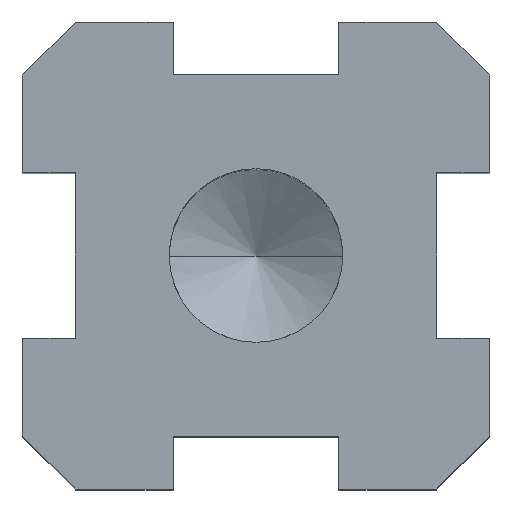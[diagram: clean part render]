
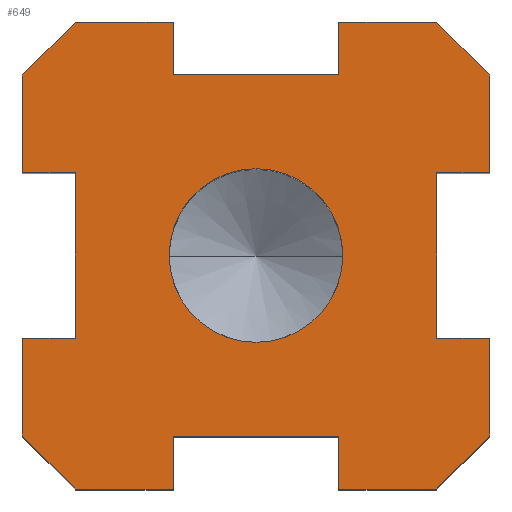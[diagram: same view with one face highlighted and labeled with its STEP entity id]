
A CAD part, top view. The second image highlights one B-rep face of the part: STEP entity #649.
In plain terms, the highlighted planar face has unit normal (0, 0, 1).
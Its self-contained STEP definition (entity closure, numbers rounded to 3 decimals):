
#485=AXIS2_PLACEMENT_3D('Plane Axis2P3D',#482,#483,#484) ;
#633=AXIS2_PLACEMENT_3D('Circle Axis2P3D',#631,#632,$) ;
#642=AXIS2_PLACEMENT_3D('Circle Axis2P3D',#640,#641,$) ;
#72=CARTESIAN_POINT('Vertex',(35.25,-12.5,9.)) ;
#88=CARTESIAN_POINT('Vertex',(27.25,-12.5,9.)) ;
#91=CARTESIAN_POINT('Line Origine',(31.25,-12.5,9.)) ;
#121=CARTESIAN_POINT('Vertex',(-12.5,35.25,9.)) ;
#124=CARTESIAN_POINT('Line Origine',(-12.5,31.25,9.)) ;
#128=CARTESIAN_POINT('Vertex',(-12.5,27.25,9.)) ;
#152=CARTESIAN_POINT('Vertex',(-27.25,-12.5,9.)) ;
#157=CARTESIAN_POINT('Line Origine',(-27.25,0.,9.)) ;
#161=CARTESIAN_POINT('Vertex',(-27.25,12.5,9.)) ;
#212=CARTESIAN_POINT('Vertex',(-35.25,-12.5,9.)) ;
#215=CARTESIAN_POINT('Line Origine',(-31.25,-12.5,9.)) ;
#231=CARTESIAN_POINT('Vertex',(-12.5,-35.25,9.)) ;
#247=CARTESIAN_POINT('Vertex',(-12.5,-27.25,9.)) ;
#250=CARTESIAN_POINT('Line Origine',(-12.5,-31.25,9.)) ;
#271=CARTESIAN_POINT('Vertex',(12.5,-27.25,9.)) ;
#276=CARTESIAN_POINT('Line Origine',(0.,-27.25,9.)) ;
#482=CARTESIAN_POINT('Axis2P3D Location',(0.,0.,9.)) ;
#487=CARTESIAN_POINT('Line Origine',(19.875,-35.25,9.)) ;
#491=CARTESIAN_POINT('Vertex',(12.5,-35.25,9.)) ;
#493=CARTESIAN_POINT('Vertex',(27.25,-35.25,9.)) ;
#496=CARTESIAN_POINT('Line Origine',(31.25,-31.25,9.)) ;
#500=CARTESIAN_POINT('Vertex',(35.25,-27.25,9.)) ;
#503=CARTESIAN_POINT('Line Origine',(35.25,-19.875,9.)) ;
#508=CARTESIAN_POINT('Line Origine',(27.25,0.,9.)) ;
#512=CARTESIAN_POINT('Vertex',(27.25,12.5,9.)) ;
#515=CARTESIAN_POINT('Line Origine',(31.25,12.5,9.)) ;
#519=CARTESIAN_POINT('Vertex',(35.25,12.5,9.)) ;
#522=CARTESIAN_POINT('Line Origine',(35.25,19.875,9.)) ;
#526=CARTESIAN_POINT('Vertex',(35.25,27.25,9.)) ;
#529=CARTESIAN_POINT('Line Origine',(31.25,31.25,9.)) ;
#533=CARTESIAN_POINT('Vertex',(27.25,35.25,9.)) ;
#536=CARTESIAN_POINT('Line Origine',(19.875,35.25,9.)) ;
#540=CARTESIAN_POINT('Vertex',(12.5,35.25,9.)) ;
#543=CARTESIAN_POINT('Line Origine',(12.5,31.25,9.)) ;
#547=CARTESIAN_POINT('Vertex',(12.5,27.25,9.)) ;
#550=CARTESIAN_POINT('Line Origine',(0.,27.25,9.)) ;
#555=CARTESIAN_POINT('Line Origine',(-19.875,35.25,9.)) ;
#559=CARTESIAN_POINT('Vertex',(-27.25,35.25,9.)) ;
#562=CARTESIAN_POINT('Line Origine',(-31.25,31.25,9.)) ;
#566=CARTESIAN_POINT('Vertex',(-35.25,27.25,9.)) ;
#569=CARTESIAN_POINT('Line Origine',(-35.25,19.875,9.)) ;
#573=CARTESIAN_POINT('Vertex',(-35.25,12.5,9.)) ;
#576=CARTESIAN_POINT('Line Origine',(-31.25,12.5,9.)) ;
#581=CARTESIAN_POINT('Line Origine',(-35.25,-19.875,9.)) ;
#585=CARTESIAN_POINT('Vertex',(-35.25,-27.25,9.)) ;
#588=CARTESIAN_POINT('Line Origine',(-31.25,-31.25,9.)) ;
#592=CARTESIAN_POINT('Vertex',(-27.25,-35.25,9.)) ;
#595=CARTESIAN_POINT('Line Origine',(-19.875,-35.25,9.)) ;
#600=CARTESIAN_POINT('Line Origine',(12.5,-31.25,9.)) ;
#631=CARTESIAN_POINT('Axis2P3D Location',(0.,0.,9.)) ;
#635=CARTESIAN_POINT('Vertex',(-13.106,0.,9.)) ;
#637=CARTESIAN_POINT('Vertex',(13.106,0.,9.)) ;
#640=CARTESIAN_POINT('Axis2P3D Location',(0.,0.,9.)) ;
#92=DIRECTION('Vector Direction',(-1.,0.,0.)) ;
#125=DIRECTION('Vector Direction',(0.,1.,0.)) ;
#158=DIRECTION('Vector Direction',(0.,1.,0.)) ;
#216=DIRECTION('Vector Direction',(1.,0.,0.)) ;
#251=DIRECTION('Vector Direction',(0.,-1.,0.)) ;
#277=DIRECTION('Vector Direction',(-1.,0.,0.)) ;
#483=DIRECTION('Axis2P3D Direction',(0.,0.,1.)) ;
#484=DIRECTION('Axis2P3D XDirection',(1.,0.,0.)) ;
#488=DIRECTION('Vector Direction',(-1.,0.,0.)) ;
#497=DIRECTION('Vector Direction',(-0.707,-0.707,0.)) ;
#504=DIRECTION('Vector Direction',(0.,-1.,0.)) ;
#509=DIRECTION('Vector Direction',(0.,1.,0.)) ;
#516=DIRECTION('Vector Direction',(1.,0.,0.)) ;
#523=DIRECTION('Vector Direction',(0.,-1.,0.)) ;
#530=DIRECTION('Vector Direction',(0.707,-0.707,0.)) ;
#537=DIRECTION('Vector Direction',(1.,0.,0.)) ;
#544=DIRECTION('Vector Direction',(0.,-1.,0.)) ;
#551=DIRECTION('Vector Direction',(-1.,0.,0.)) ;
#556=DIRECTION('Vector Direction',(1.,0.,0.)) ;
#563=DIRECTION('Vector Direction',(0.707,0.707,0.)) ;
#570=DIRECTION('Vector Direction',(0.,1.,0.)) ;
#577=DIRECTION('Vector Direction',(-1.,0.,0.)) ;
#582=DIRECTION('Vector Direction',(0.,1.,0.)) ;
#589=DIRECTION('Vector Direction',(0.707,-0.707,0.)) ;
#596=DIRECTION('Vector Direction',(-1.,0.,0.)) ;
#601=DIRECTION('Vector Direction',(0.,1.,0.)) ;
#632=DIRECTION('Axis2P3D Direction',(0.,0.,1.)) ;
#641=DIRECTION('Axis2P3D Direction',(0.,0.,1.)) ;
#93=VECTOR('Line Direction',#92,1.) ;
#126=VECTOR('Line Direction',#125,1.) ;
#159=VECTOR('Line Direction',#158,1.) ;
#217=VECTOR('Line Direction',#216,1.) ;
#252=VECTOR('Line Direction',#251,1.) ;
#278=VECTOR('Line Direction',#277,1.) ;
#489=VECTOR('Line Direction',#488,1.) ;
#498=VECTOR('Line Direction',#497,1.) ;
#505=VECTOR('Line Direction',#504,1.) ;
#510=VECTOR('Line Direction',#509,1.) ;
#517=VECTOR('Line Direction',#516,1.) ;
#524=VECTOR('Line Direction',#523,1.) ;
#531=VECTOR('Line Direction',#530,1.) ;
#538=VECTOR('Line Direction',#537,1.) ;
#545=VECTOR('Line Direction',#544,1.) ;
#552=VECTOR('Line Direction',#551,1.) ;
#557=VECTOR('Line Direction',#556,1.) ;
#564=VECTOR('Line Direction',#563,1.) ;
#571=VECTOR('Line Direction',#570,1.) ;
#578=VECTOR('Line Direction',#577,1.) ;
#583=VECTOR('Line Direction',#582,1.) ;
#590=VECTOR('Line Direction',#589,1.) ;
#597=VECTOR('Line Direction',#596,1.) ;
#602=VECTOR('Line Direction',#601,1.) ;
#606=ORIENTED_EDGE('',*,*,#495,.T.) ;
#607=ORIENTED_EDGE('',*,*,#502,.F.) ;
#608=ORIENTED_EDGE('',*,*,#507,.T.) ;
#609=ORIENTED_EDGE('',*,*,#95,.F.) ;
#610=ORIENTED_EDGE('',*,*,#514,.F.) ;
#611=ORIENTED_EDGE('',*,*,#521,.F.) ;
#612=ORIENTED_EDGE('',*,*,#528,.T.) ;
#613=ORIENTED_EDGE('',*,*,#535,.F.) ;
#614=ORIENTED_EDGE('',*,*,#542,.T.) ;
#615=ORIENTED_EDGE('',*,*,#549,.F.) ;
#616=ORIENTED_EDGE('',*,*,#554,.F.) ;
#617=ORIENTED_EDGE('',*,*,#130,.F.) ;
#618=ORIENTED_EDGE('',*,*,#561,.T.) ;
#619=ORIENTED_EDGE('',*,*,#568,.F.) ;
#620=ORIENTED_EDGE('',*,*,#575,.T.) ;
#621=ORIENTED_EDGE('',*,*,#580,.F.) ;
#622=ORIENTED_EDGE('',*,*,#163,.F.) ;
#623=ORIENTED_EDGE('',*,*,#219,.F.) ;
#624=ORIENTED_EDGE('',*,*,#587,.T.) ;
#625=ORIENTED_EDGE('',*,*,#594,.F.) ;
#626=ORIENTED_EDGE('',*,*,#599,.T.) ;
#627=ORIENTED_EDGE('',*,*,#254,.F.) ;
#628=ORIENTED_EDGE('',*,*,#280,.F.) ;
#629=ORIENTED_EDGE('',*,*,#604,.F.) ;
#646=ORIENTED_EDGE('',*,*,#639,.F.) ;
#647=ORIENTED_EDGE('',*,*,#644,.F.) ;
#648=FACE_BOUND('',#645,.T.) ;
#649=ADVANCED_FACE('PartBody',(#630,#648),#486,.T.) ;
#634=CIRCLE('generated circle',#633,13.106) ;
#643=CIRCLE('generated circle',#642,13.106) ;
#95=EDGE_CURVE('',#89,#73,#94,.F.) ;
#130=EDGE_CURVE('',#122,#129,#127,.F.) ;
#163=EDGE_CURVE('',#153,#162,#160,.T.) ;
#219=EDGE_CURVE('',#213,#153,#218,.T.) ;
#254=EDGE_CURVE('',#248,#232,#253,.T.) ;
#280=EDGE_CURVE('',#272,#248,#279,.T.) ;
#495=EDGE_CURVE('',#492,#494,#490,.F.) ;
#502=EDGE_CURVE('',#501,#494,#499,.T.) ;
#507=EDGE_CURVE('',#501,#73,#506,.F.) ;
#514=EDGE_CURVE('',#513,#89,#511,.F.) ;
#521=EDGE_CURVE('',#520,#513,#518,.F.) ;
#528=EDGE_CURVE('',#520,#527,#525,.F.) ;
#535=EDGE_CURVE('',#534,#527,#532,.T.) ;
#542=EDGE_CURVE('',#534,#541,#539,.F.) ;
#549=EDGE_CURVE('',#548,#541,#546,.F.) ;
#554=EDGE_CURVE('',#129,#548,#553,.F.) ;
#561=EDGE_CURVE('',#122,#560,#558,.F.) ;
#568=EDGE_CURVE('',#567,#560,#565,.T.) ;
#575=EDGE_CURVE('',#567,#574,#572,.F.) ;
#580=EDGE_CURVE('',#162,#574,#579,.T.) ;
#587=EDGE_CURVE('',#213,#586,#584,.F.) ;
#594=EDGE_CURVE('',#593,#586,#591,.F.) ;
#599=EDGE_CURVE('',#593,#232,#598,.F.) ;
#604=EDGE_CURVE('',#492,#272,#603,.T.) ;
#639=EDGE_CURVE('',#636,#638,#634,.T.) ;
#644=EDGE_CURVE('',#638,#636,#643,.T.) ;
#605=EDGE_LOOP('',(#606,#607,#608,#609,#610,#611,#612,#613,#614,#615,#616,#617,#618,#619,#620,#621,#622,#623,#624,#625,#626,#627,#628,#629)) ;
#645=EDGE_LOOP('',(#646,#647)) ;
#630=FACE_OUTER_BOUND('',#605,.T.) ;
#94=LINE('Line',#91,#93) ;
#127=LINE('Line',#124,#126) ;
#160=LINE('Line',#157,#159) ;
#218=LINE('Line',#215,#217) ;
#253=LINE('Line',#250,#252) ;
#279=LINE('Line',#276,#278) ;
#490=LINE('Line',#487,#489) ;
#499=LINE('Line',#496,#498) ;
#506=LINE('Line',#503,#505) ;
#511=LINE('Line',#508,#510) ;
#518=LINE('Line',#515,#517) ;
#525=LINE('Line',#522,#524) ;
#532=LINE('Line',#529,#531) ;
#539=LINE('Line',#536,#538) ;
#546=LINE('Line',#543,#545) ;
#553=LINE('Line',#550,#552) ;
#558=LINE('Line',#555,#557) ;
#565=LINE('Line',#562,#564) ;
#572=LINE('Line',#569,#571) ;
#579=LINE('Line',#576,#578) ;
#584=LINE('Line',#581,#583) ;
#591=LINE('Line',#588,#590) ;
#598=LINE('Line',#595,#597) ;
#603=LINE('Line',#600,#602) ;
#486=PLANE('',#485) ;
#73=VERTEX_POINT('',#72) ;
#89=VERTEX_POINT('',#88) ;
#122=VERTEX_POINT('',#121) ;
#129=VERTEX_POINT('',#128) ;
#153=VERTEX_POINT('',#152) ;
#162=VERTEX_POINT('',#161) ;
#213=VERTEX_POINT('',#212) ;
#232=VERTEX_POINT('',#231) ;
#248=VERTEX_POINT('',#247) ;
#272=VERTEX_POINT('',#271) ;
#492=VERTEX_POINT('',#491) ;
#494=VERTEX_POINT('',#493) ;
#501=VERTEX_POINT('',#500) ;
#513=VERTEX_POINT('',#512) ;
#520=VERTEX_POINT('',#519) ;
#527=VERTEX_POINT('',#526) ;
#534=VERTEX_POINT('',#533) ;
#541=VERTEX_POINT('',#540) ;
#548=VERTEX_POINT('',#547) ;
#560=VERTEX_POINT('',#559) ;
#567=VERTEX_POINT('',#566) ;
#574=VERTEX_POINT('',#573) ;
#586=VERTEX_POINT('',#585) ;
#593=VERTEX_POINT('',#592) ;
#636=VERTEX_POINT('',#635) ;
#638=VERTEX_POINT('',#637) ;
